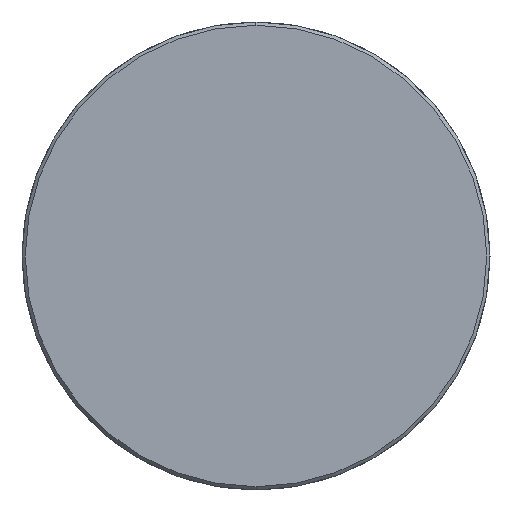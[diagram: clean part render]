
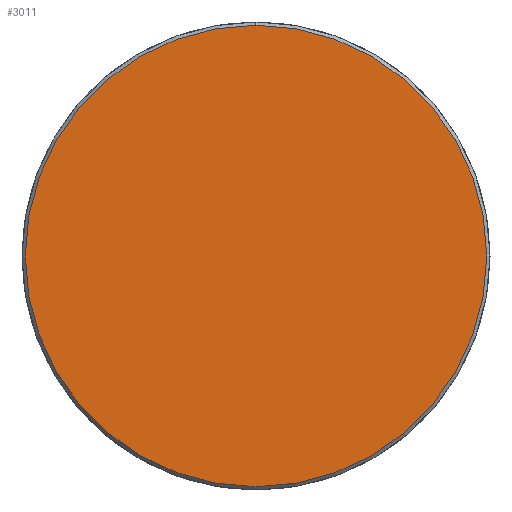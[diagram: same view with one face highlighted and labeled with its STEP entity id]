
A CAD part, left-side view. The second image highlights one B-rep face of the part: STEP entity #3011.
In plain terms, the highlighted planar face has unit normal (-1, 0, 0).
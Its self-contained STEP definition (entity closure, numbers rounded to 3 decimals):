
#70 = CARTESIAN_POINT ( 'NONE',  ( -138.25, 70.84, -70.84 ) ) ;
#87 = PLANE ( 'NONE',  #2678 ) ;
#214 = EDGE_CURVE ( 'NONE', #2518, #1113, #2877, .T. ) ;
#404 = AXIS2_PLACEMENT_3D ( 'NONE', #4254, #3895, #2013 ) ;
#411 = AXIS2_PLACEMENT_3D ( 'NONE', #3305, #4410, #2511 ) ;
#996 = EDGE_CURVE ( 'NONE', #1113, #2518, #1948, .T. ) ;
#1113 = VERTEX_POINT ( 'NONE', #3166 ) ;
#1464 = EDGE_LOOP ( 'NONE', ( #1836, #4530 ) ) ;
#1729 = CARTESIAN_POINT ( 'NONE',  ( -138.25, 0., 70. ) ) ;
#1836 = ORIENTED_EDGE ( 'NONE', *, *, #996, .T. ) ;
#1948 = CIRCLE ( 'NONE', #404, 70. ) ;
#2013 = DIRECTION ( 'NONE',  ( 0., 0., -1. ) ) ;
#2511 = DIRECTION ( 'NONE',  ( 0., 0., -1. ) ) ;
#2518 = VERTEX_POINT ( 'NONE', #1729 ) ;
#2678 = AXIS2_PLACEMENT_3D ( 'NONE', #70, #3554, #4660 ) ;
#2877 = CIRCLE ( 'NONE', #411, 70. ) ;
#3011 = ADVANCED_FACE ( 'NONE', ( #3672 ), #87, .T. ) ;
#3166 = CARTESIAN_POINT ( 'NONE',  ( -138.25, 0., -70. ) ) ;
#3305 = CARTESIAN_POINT ( 'NONE',  ( -138.25, 0., 0. ) ) ;
#3554 = DIRECTION ( 'NONE',  ( -1., 0., 0. ) ) ;
#3672 = FACE_OUTER_BOUND ( 'NONE', #1464, .T. ) ;
#3895 = DIRECTION ( 'NONE',  ( -1., 0., 0. ) ) ;
#4254 = CARTESIAN_POINT ( 'NONE',  ( -138.25, 0., 0. ) ) ;
#4410 = DIRECTION ( 'NONE',  ( -1., 0., 0. ) ) ;
#4530 = ORIENTED_EDGE ( 'NONE', *, *, #214, .T. ) ;
#4660 = DIRECTION ( 'NONE',  ( 0., -1., 0. ) ) ;
